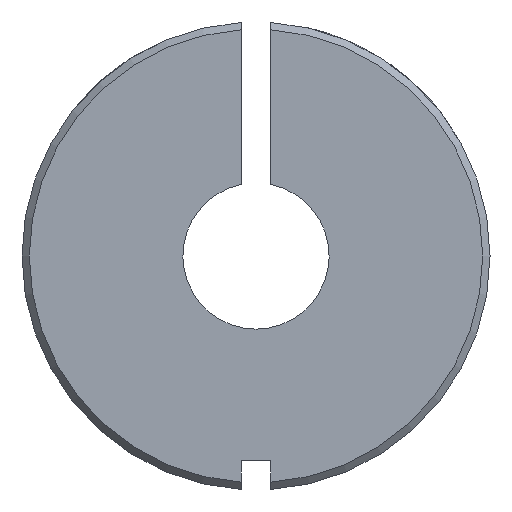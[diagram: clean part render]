
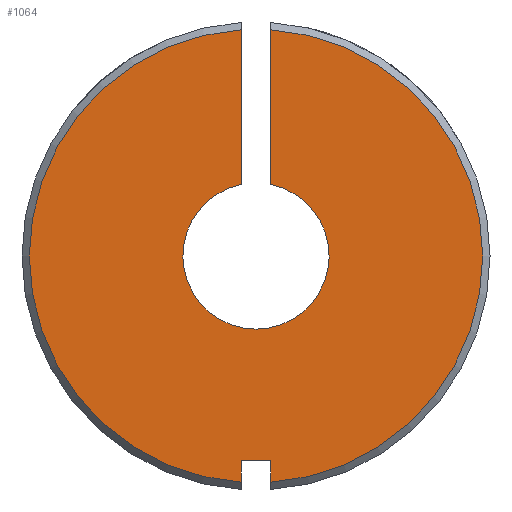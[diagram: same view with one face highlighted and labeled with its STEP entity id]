
A CAD part, front view. The second image highlights one B-rep face of the part: STEP entity #1064.
In plain terms, the highlighted planar face has unit normal (0, -1, 0).
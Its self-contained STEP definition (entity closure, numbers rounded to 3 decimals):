
#16 = ORIENTED_EDGE ( 'NONE', *, *, #402, .T. ) ;
#41 = VERTEX_POINT ( 'NONE', #539 ) ;
#48 = VERTEX_POINT ( 'NONE', #708 ) ;
#72 = VERTEX_POINT ( 'NONE', #877 ) ;
#95 = CARTESIAN_POINT ( 'NONE',  ( 0., 0., 0. ) ) ;
#105 = DIRECTION ( 'NONE',  ( 0., 0., -1. ) ) ;
#110 = ORIENTED_EDGE ( 'NONE', *, *, #648, .F. ) ;
#117 = ORIENTED_EDGE ( 'NONE', *, *, #986, .T. ) ;
#118 = CARTESIAN_POINT ( 'NONE',  ( -1., 0., -14. ) ) ;
#137 = ORIENTED_EDGE ( 'NONE', *, *, #1055, .F. ) ;
#152 = LINE ( 'NONE', #826, #651 ) ;
#170 = ORIENTED_EDGE ( 'NONE', *, *, #185, .T. ) ;
#174 = VERTEX_POINT ( 'NONE', #268 ) ;
#182 = CARTESIAN_POINT ( 'NONE',  ( 0., 0., 0. ) ) ;
#185 = EDGE_CURVE ( 'NONE', #386, #785, #760, .T. ) ;
#196 = CARTESIAN_POINT ( 'NONE',  ( 1., 0., -14. ) ) ;
#199 = EDGE_CURVE ( 'NONE', #345, #174, #1063, .T. ) ;
#218 = CIRCLE ( 'NONE', #401, 5. ) ;
#236 = DIRECTION ( 'NONE',  ( 0., -1., 0. ) ) ;
#244 = CARTESIAN_POINT ( 'NONE',  ( -1., 0., -14. ) ) ;
#268 = CARTESIAN_POINT ( 'NONE',  ( -1., 0., -15.468 ) ) ;
#276 = CIRCLE ( 'NONE', #358, 5. ) ;
#327 = PLANE ( 'NONE',  #508 ) ;
#332 = CARTESIAN_POINT ( 'NONE',  ( -1., 0., -16.001 ) ) ;
#345 = VERTEX_POINT ( 'NONE', #955 ) ;
#358 = AXIS2_PLACEMENT_3D ( 'NONE', #182, #843, #105 ) ;
#386 = VERTEX_POINT ( 'NONE', #545 ) ;
#400 = FACE_OUTER_BOUND ( 'NONE', #1010, .T. ) ;
#401 = AXIS2_PLACEMENT_3D ( 'NONE', #1035, #461, #1060 ) ;
#402 = EDGE_CURVE ( 'NONE', #762, #386, #605, .T. ) ;
#422 = DIRECTION ( 'NONE',  ( 0., 0., -1. ) ) ;
#439 = ORIENTED_EDGE ( 'NONE', *, *, #952, .F. ) ;
#448 = CARTESIAN_POINT ( 'NONE',  ( 1., 0., -14. ) ) ;
#454 = LINE ( 'NONE', #714, #646 ) ;
#461 = DIRECTION ( 'NONE',  ( 0., -1., 0. ) ) ;
#508 = AXIS2_PLACEMENT_3D ( 'NONE', #647, #236, #735 ) ;
#539 = CARTESIAN_POINT ( 'NONE',  ( -1., 0., 4.899 ) ) ;
#545 = CARTESIAN_POINT ( 'NONE',  ( 1., 0., -15.468 ) ) ;
#558 = LINE ( 'NONE', #244, #1039 ) ;
#563 = EDGE_CURVE ( 'NONE', #41, #345, #1074, .T. ) ;
#582 = CARTESIAN_POINT ( 'NONE',  ( 0., 0., 0. ) ) ;
#594 = ORIENTED_EDGE ( 'NONE', *, *, #199, .T. ) ;
#605 = LINE ( 'NONE', #448, #900 ) ;
#613 = ORIENTED_EDGE ( 'NONE', *, *, #563, .T. ) ;
#639 = VECTOR ( 'NONE', #991, 1000. ) ;
#646 = VECTOR ( 'NONE', #700, 1000. ) ;
#647 = CARTESIAN_POINT ( 'NONE',  ( 5., 0., 0. ) ) ;
#648 = EDGE_CURVE ( 'NONE', #41, #72, #276, .T. ) ;
#651 = VECTOR ( 'NONE', #739, 1000. ) ;
#681 = DIRECTION ( 'NONE',  ( 0., 0., -1. ) ) ;
#700 = DIRECTION ( 'NONE',  ( 1., 0., 0. ) ) ;
#708 = CARTESIAN_POINT ( 'NONE',  ( 1., 0., 4.899 ) ) ;
#714 = CARTESIAN_POINT ( 'NONE',  ( 1., 0., -14. ) ) ;
#735 = DIRECTION ( 'NONE',  ( 0., 0., -1. ) ) ;
#739 = DIRECTION ( 'NONE',  ( 0., 0., 1. ) ) ;
#759 = DIRECTION ( 'NONE',  ( 0., -1., 0. ) ) ;
#760 = CIRCLE ( 'NONE', #1027, 15.5 ) ;
#762 = VERTEX_POINT ( 'NONE', #196 ) ;
#773 = DIRECTION ( 'NONE',  ( 0., 0., -1. ) ) ;
#785 = VERTEX_POINT ( 'NONE', #1008 ) ;
#812 = DIRECTION ( 'NONE',  ( 0., 0., -1. ) ) ;
#826 = CARTESIAN_POINT ( 'NONE',  ( 1., 0., -16.001 ) ) ;
#827 = VERTEX_POINT ( 'NONE', #118 ) ;
#830 = DIRECTION ( 'NONE',  ( 0., -1., 0. ) ) ;
#843 = DIRECTION ( 'NONE',  ( 0., -1., 0. ) ) ;
#877 = CARTESIAN_POINT ( 'NONE',  ( 0., 0., -5. ) ) ;
#900 = VECTOR ( 'NONE', #773, 1000. ) ;
#952 = EDGE_CURVE ( 'NONE', #72, #48, #218, .T. ) ;
#955 = CARTESIAN_POINT ( 'NONE',  ( -1., 0., 15.468 ) ) ;
#962 = AXIS2_PLACEMENT_3D ( 'NONE', #95, #759, #681 ) ;
#986 = EDGE_CURVE ( 'NONE', #827, #762, #454, .T. ) ;
#991 = DIRECTION ( 'NONE',  ( 0., 0., 1. ) ) ;
#1008 = CARTESIAN_POINT ( 'NONE',  ( 1., 0., 15.468 ) ) ;
#1010 = EDGE_LOOP ( 'NONE', ( #613, #594, #1061, #117, #16, #170, #137, #439, #110 ) ) ;
#1027 = AXIS2_PLACEMENT_3D ( 'NONE', #582, #830, #422 ) ;
#1035 = CARTESIAN_POINT ( 'NONE',  ( 0., 0., 0. ) ) ;
#1039 = VECTOR ( 'NONE', #812, 1000. ) ;
#1055 = EDGE_CURVE ( 'NONE', #48, #785, #152, .T. ) ;
#1060 = DIRECTION ( 'NONE',  ( 0., 0., -1. ) ) ;
#1061 = ORIENTED_EDGE ( 'NONE', *, *, #1075, .F. ) ;
#1063 = CIRCLE ( 'NONE', #962, 15.5 ) ;
#1064 = ADVANCED_FACE ( 'NONE', ( #400 ), #327, .T. ) ;
#1074 = LINE ( 'NONE', #332, #639 ) ;
#1075 = EDGE_CURVE ( 'NONE', #827, #174, #558, .T. ) ;
